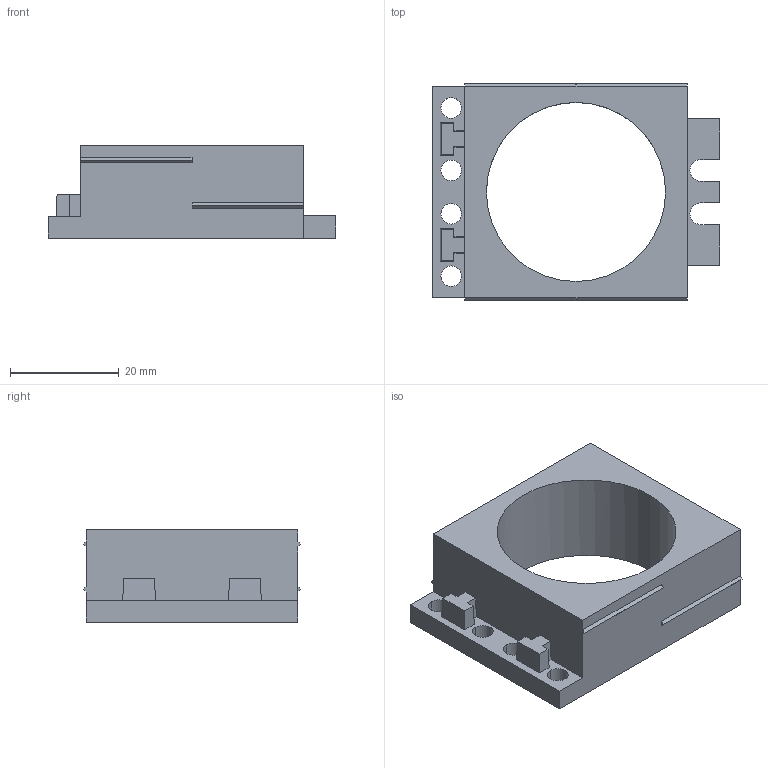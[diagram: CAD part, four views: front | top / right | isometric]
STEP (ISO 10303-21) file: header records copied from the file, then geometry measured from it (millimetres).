
FILE_DESCRIPTION(('Creo Elements/Direct Modeling STEP Export'),'2;1');
FILE_NAME('model.stp','2021-04-01T11:24:00',(''),(''),'Creo Elements/Direct Modeling STEP processor for AP214 (Solid Model)','Creo Elements/Direct Modeling 20.1D 10-Oct-2020 (C) Parametric Technology GmbH','');
FILE_SCHEMA(('AUTOMOTIVE_DESIGN { 1 0 10303 214 1 1 1 1 }'));
Length unit declared in the file: millimetre
Products named in the file (2): CES_LTPG_GY_33-select
Assembly tree (1 placements, depth 2):
  CES_LTPG_GY_33-select
    CES_LTPG_GY_33-select
Bounding box: 53 x 40 x 17 mm (x, y, z)
Volume: 14078.1 mm3; surface area: 7107.2 mm2
Topology: 1 solids, 1 shells, 58 faces, 170 edges, 114 vertices
Faces by surface type: plane 46, cylinder 12
Entity records: 2381 total; most frequent: ORIENTED_EDGE 340, CARTESIAN_POINT 331, DIRECTION 291, EDGE_CURVE 170, VECTOR 143, LINE 143, VERTEX_POINT 114, AXIS2_PLACEMENT_3D 74
